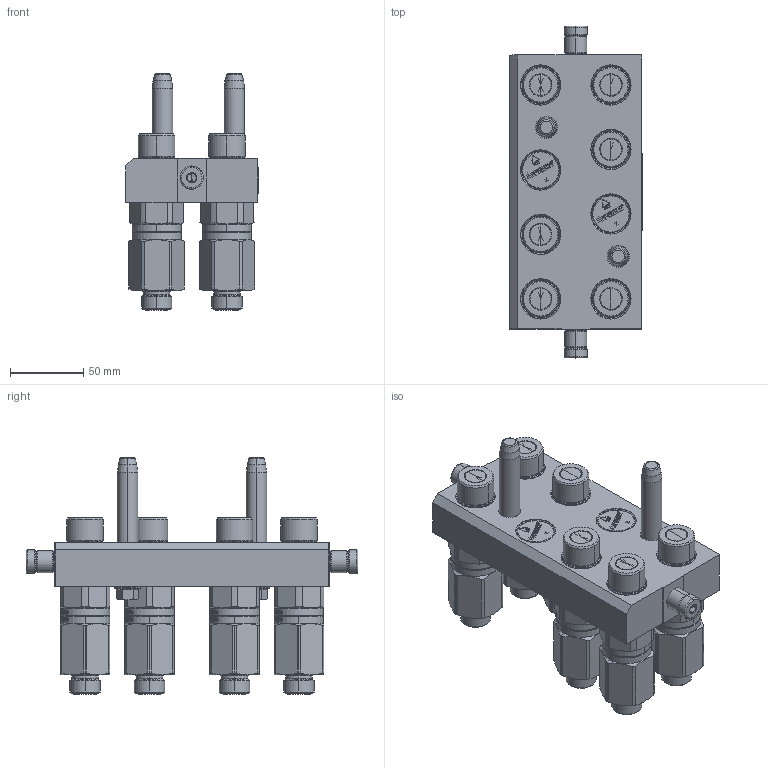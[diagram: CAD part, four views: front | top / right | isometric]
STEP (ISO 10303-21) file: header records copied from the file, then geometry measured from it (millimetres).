
FILE_DESCRIPTION (( 'STEP AP214' ), '1' );
FILE_NAME ('FASTER.step', '2021-01-31T00:20:33', ( '' ), ( '' ), 'SwSTEP 2.0', 'SolidWorks 2017', '' );
FILE_SCHEMA (( 'AUTOMOTIVE_DESIGN' ));
Length unit declared in the file: millimetre
Products named in the file (11): TAPPO_12; 3ffnp1211_12sm; 4850_010_0000_020; 4830_021_1000_000; et002; 1540_080_0008_000; 4830_013_3000_030; 4830_028_1000_011; P808_M_BASE; FASTER
Assembly tree (20 placements, depth 3):
  FASTER
    P808_M_BASE
      4850_010_0000_020
      4830_021_1000_000  x2
      1540_080_0008_000  x2
      4830_013_3000_030  x2
      4830_028_1000_011  x2
    3ffnp1211_12sm  x6
      3ffnp1211_12sm
    TAPPO_12  x2
    et002
Bounding box: 90.3 x 226.6 x 161.61 mm (x, y, z)
Volume: 25566.8 mm3; surface area: 201549.3 mm2
Topology: 5 solids, 76 shells, 3816 faces, 11327 edges, 7436 vertices
Faces by surface type: plane 2211, cylinder 677, cone 488, torus 244, bspline 196
Entity records: 74918 total; most frequent: CARTESIAN_POINT 17782, ORIENTED_EDGE 10375, DIRECTION 9633, EDGE_CURVE 5375, VECTOR 3953, LINE 3953, VERTEX_POINT 3513, AXIS2_PLACEMENT_3D 2840
